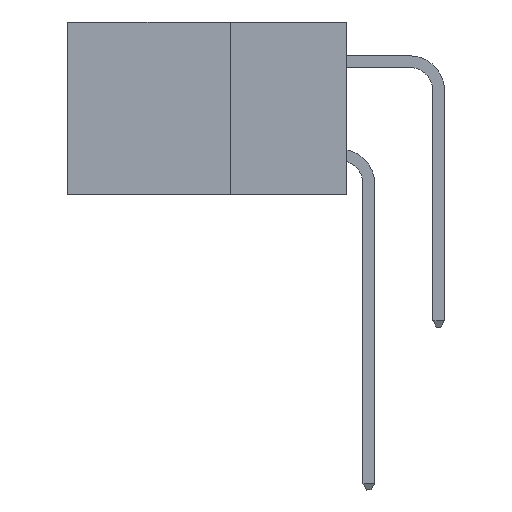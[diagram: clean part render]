
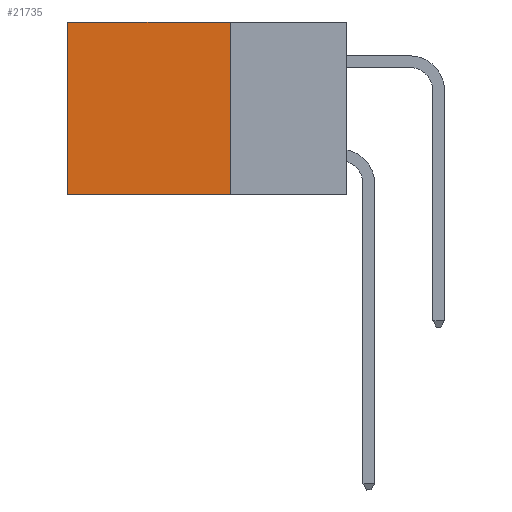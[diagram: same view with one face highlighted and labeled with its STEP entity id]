
A CAD part, left-side view. The second image highlights one B-rep face of the part: STEP entity #21735.
In plain terms, the highlighted planar face has unit normal (-1, 0, 0).
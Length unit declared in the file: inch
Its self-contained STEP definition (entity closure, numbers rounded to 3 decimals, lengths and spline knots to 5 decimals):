
#1227 = CARTESIAN_POINT ( 'NONE',  ( 0.2875, 0.25, 0. ) ) ;
#1791 = ORIENTED_EDGE ( 'NONE', *, *, #13337, .T. ) ;
#1990 = CARTESIAN_POINT ( 'NONE',  ( 0.2875, 0.25, -0.37 ) ) ;
#2305 = CARTESIAN_POINT ( 'NONE',  ( 0.2875, 0.6, 0. ) ) ;
#2320 = VECTOR ( 'NONE', #8206, 39.37008 ) ;
#2420 = CARTESIAN_POINT ( 'NONE',  ( 0.2875, 0.25, 0. ) ) ;
#2603 = EDGE_CURVE ( 'NONE', #24120, #11571, #5330, .T. ) ;
#4483 = VECTOR ( 'NONE', #15889, 39.37008 ) ;
#4867 = DIRECTION ( 'NONE',  ( 0., 0., -1. ) ) ;
#5330 = LINE ( 'NONE', #1990, #4483 ) ;
#6783 = VERTEX_POINT ( 'NONE', #2305 ) ;
#7014 = AXIS2_PLACEMENT_3D ( 'NONE', #29926, #32588, #11224 ) ;
#7090 = CARTESIAN_POINT ( 'NONE',  ( 0.2875, 0.6, 0. ) ) ;
#8206 = DIRECTION ( 'NONE',  ( 0., 1., 0. ) ) ;
#11224 = DIRECTION ( 'NONE',  ( 0., 0., -1. ) ) ;
#11535 = CARTESIAN_POINT ( 'NONE',  ( 0.2875, 0.25, 0. ) ) ;
#11571 = VERTEX_POINT ( 'NONE', #25606 ) ;
#13337 = EDGE_CURVE ( 'NONE', #20702, #6783, #14012, .T. ) ;
#14012 = LINE ( 'NONE', #1227, #2320 ) ;
#15791 = EDGE_CURVE ( 'NONE', #6783, #11571, #27690, .T. ) ;
#15889 = DIRECTION ( 'NONE',  ( 0., 1., 0. ) ) ;
#16599 = PLANE ( 'NONE',  #7014 ) ;
#17246 = ORIENTED_EDGE ( 'NONE', *, *, #26938, .F. ) ;
#17738 = FACE_OUTER_BOUND ( 'NONE', #19505, .T. ) ;
#19505 = EDGE_LOOP ( 'NONE', ( #34375, #23166, #17246, #1791 ) ) ;
#20425 = DIRECTION ( 'NONE',  ( 0., 0., -1. ) ) ;
#20702 = VERTEX_POINT ( 'NONE', #11535 ) ;
#21735 = ADVANCED_FACE ( 'NONE', ( #17738 ), #16599, .F. ) ;
#23166 = ORIENTED_EDGE ( 'NONE', *, *, #2603, .F. ) ;
#23944 = VECTOR ( 'NONE', #20425, 39.37008 ) ;
#24120 = VERTEX_POINT ( 'NONE', #26268 ) ;
#25606 = CARTESIAN_POINT ( 'NONE',  ( 0.2875, 0.6, -0.37 ) ) ;
#26268 = CARTESIAN_POINT ( 'NONE',  ( 0.2875, 0.25, -0.37 ) ) ;
#26938 = EDGE_CURVE ( 'NONE', #20702, #24120, #34201, .T. ) ;
#27112 = VECTOR ( 'NONE', #4867, 39.37008 ) ;
#27690 = LINE ( 'NONE', #7090, #23944 ) ;
#29926 = CARTESIAN_POINT ( 'NONE',  ( 0.2875, 0.25, 0. ) ) ;
#32588 = DIRECTION ( 'NONE',  ( 1., 0., 0. ) ) ;
#34201 = LINE ( 'NONE', #2420, #27112 ) ;
#34375 = ORIENTED_EDGE ( 'NONE', *, *, #15791, .T. ) ;
